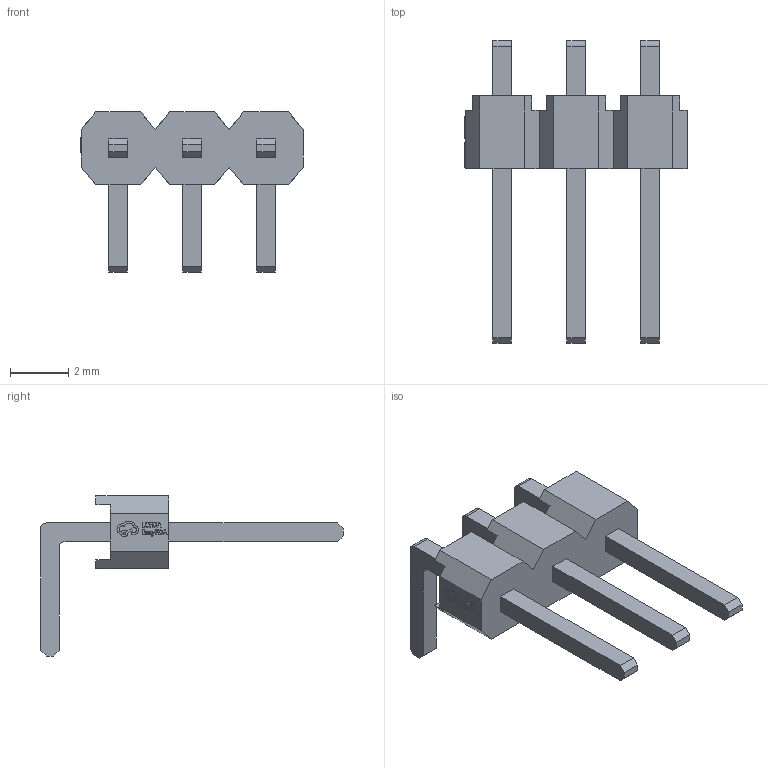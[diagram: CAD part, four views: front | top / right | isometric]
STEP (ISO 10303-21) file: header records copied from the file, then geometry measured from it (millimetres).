
FILE_DESCRIPTION (( 'STEP AP214' ), '1' );
FILE_NAME ('HDR-TH_3P-P2.54-M-WI-1X3P.step', '2022-07-02T12:21:17', ( '' ), ( '' ), 'SwSTEP 2.0', 'SolidWorks 2020', '' );
FILE_SCHEMA (( 'AUTOMOTIVE_DESIGN' ));
Length unit declared in the file: millimetre
Products named in the file (1): HDR-TH_3P-P2.54-M-WI-1X3P
Bounding box: 7.63 x 10.4 x 5.5 mm (x, y, z)
Volume: 51.1 mm3; surface area: 184.1 mm2
Topology: 1 solids, 1 shells, 372 faces, 1014 edges, 676 vertices
Faces by surface type: plane 252, bspline 114, cylinder 6
Entity records: 15894 total; most frequent: CARTESIAN_POINT 4425, ORIENTED_EDGE 2028, DIRECTION 1312, EDGE_CURVE 1014, LINE 770, VECTOR 770, VERTEX_POINT 676, EDGE_LOOP 404
